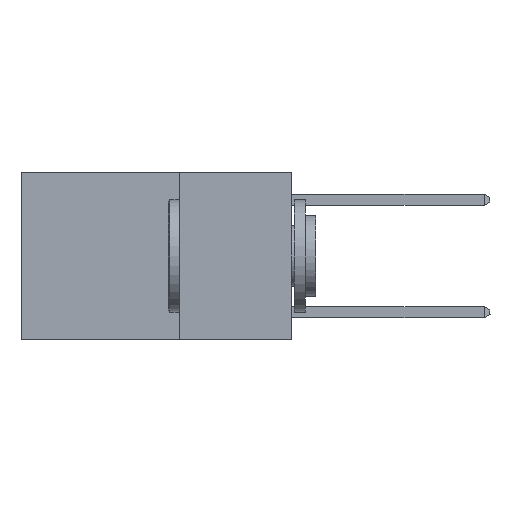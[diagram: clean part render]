
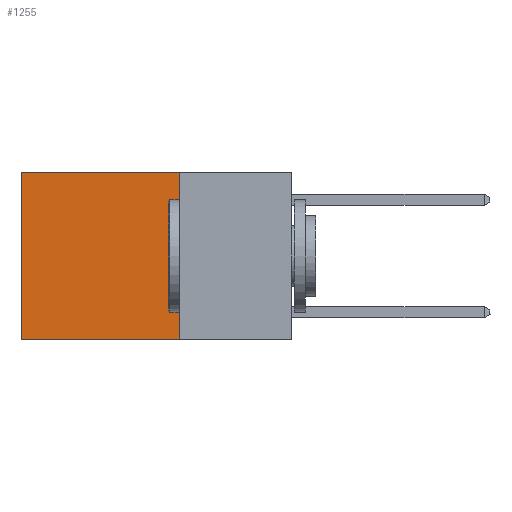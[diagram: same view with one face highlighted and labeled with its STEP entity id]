
A CAD part, left-side view. The second image highlights one B-rep face of the part: STEP entity #1255.
In plain terms, the highlighted planar face has unit normal (-1, 0, 0).
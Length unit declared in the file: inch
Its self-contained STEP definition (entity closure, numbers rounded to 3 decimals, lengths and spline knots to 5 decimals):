
#442 = VECTOR ( 'NONE', #9335, 39.37008 ) ;
#1255 = ADVANCED_FACE ( 'NONE', ( #4763 ), #12296, .F. ) ;
#1280 = VECTOR ( 'NONE', #6000, 39.37008 ) ;
#1539 = ORIENTED_EDGE ( 'NONE', *, *, #7651, .F. ) ;
#1926 = DIRECTION ( 'NONE',  ( 0., 0., -1. ) ) ;
#2576 = VECTOR ( 'NONE', #12163, 39.37008 ) ;
#2994 = CARTESIAN_POINT ( 'NONE',  ( 0.2625, 0.25, 0. ) ) ;
#3445 = DIRECTION ( 'NONE',  ( 0., 0., -1. ) ) ;
#4385 = ORIENTED_EDGE ( 'NONE', *, *, #7262, .T. ) ;
#4581 = CARTESIAN_POINT ( 'NONE',  ( 0.2625, 0.6, 0. ) ) ;
#4763 = FACE_OUTER_BOUND ( 'NONE', #9212, .T. ) ;
#4912 = LINE ( 'NONE', #4581, #11895 ) ;
#5379 = CARTESIAN_POINT ( 'NONE',  ( 0.2625, 0.25, 0. ) ) ;
#5902 = VERTEX_POINT ( 'NONE', #10847 ) ;
#6000 = DIRECTION ( 'NONE',  ( 0., 1., 0. ) ) ;
#6130 = CARTESIAN_POINT ( 'NONE',  ( 0.2625, 0.6, -0.37 ) ) ;
#7262 = EDGE_CURVE ( 'NONE', #5902, #12293, #4912, .T. ) ;
#7355 = AXIS2_PLACEMENT_3D ( 'NONE', #5379, #8708, #1926 ) ;
#7651 = EDGE_CURVE ( 'NONE', #12779, #12076, #8182, .T. ) ;
#7954 = CARTESIAN_POINT ( 'NONE',  ( 0.2625, 0.25, -0.37 ) ) ;
#8182 = LINE ( 'NONE', #2994, #2576 ) ;
#8356 = CARTESIAN_POINT ( 'NONE',  ( 0.2625, 0.25, 0. ) ) ;
#8642 = EDGE_CURVE ( 'NONE', #12779, #5902, #9400, .T. ) ;
#8708 = DIRECTION ( 'NONE',  ( 1., 0., 0. ) ) ;
#9212 = EDGE_LOOP ( 'NONE', ( #4385, #12321, #1539, #9991 ) ) ;
#9335 = DIRECTION ( 'NONE',  ( 0., 1., 0. ) ) ;
#9400 = LINE ( 'NONE', #8356, #442 ) ;
#9683 = CARTESIAN_POINT ( 'NONE',  ( 0.2625, 0.25, -0.37 ) ) ;
#9991 = ORIENTED_EDGE ( 'NONE', *, *, #8642, .T. ) ;
#10106 = LINE ( 'NONE', #7954, #1280 ) ;
#10847 = CARTESIAN_POINT ( 'NONE',  ( 0.2625, 0.6, 0. ) ) ;
#11441 = EDGE_CURVE ( 'NONE', #12076, #12293, #10106, .T. ) ;
#11615 = CARTESIAN_POINT ( 'NONE',  ( 0.2625, 0.25, 0. ) ) ;
#11895 = VECTOR ( 'NONE', #3445, 39.37008 ) ;
#12076 = VERTEX_POINT ( 'NONE', #9683 ) ;
#12163 = DIRECTION ( 'NONE',  ( 0., 0., -1. ) ) ;
#12293 = VERTEX_POINT ( 'NONE', #6130 ) ;
#12296 = PLANE ( 'NONE',  #7355 ) ;
#12321 = ORIENTED_EDGE ( 'NONE', *, *, #11441, .F. ) ;
#12779 = VERTEX_POINT ( 'NONE', #11615 ) ;
